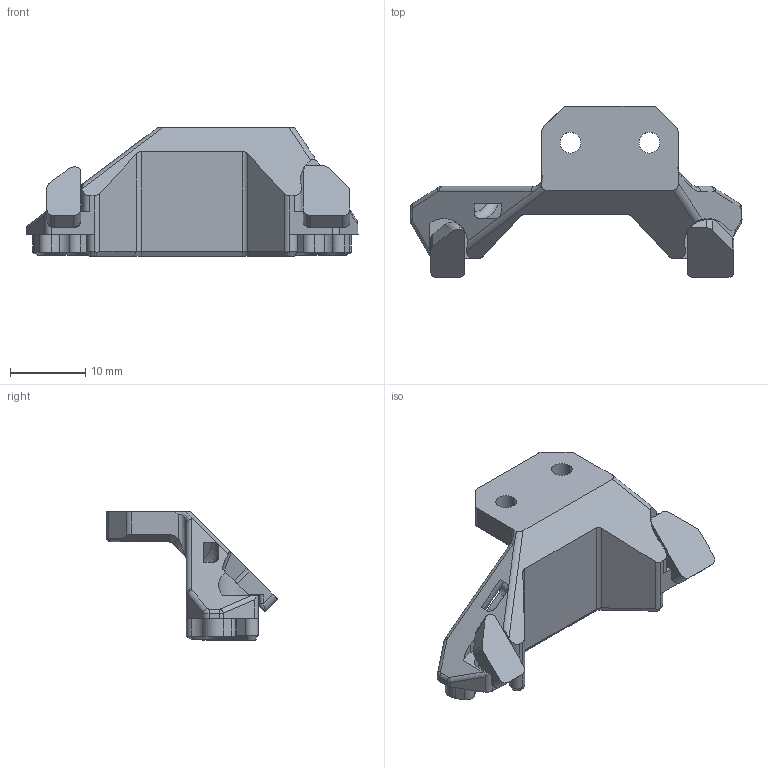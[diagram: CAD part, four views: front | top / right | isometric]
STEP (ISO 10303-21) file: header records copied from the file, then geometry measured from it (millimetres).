
FILE_DESCRIPTION (( 'STEP AP214' ), '1' );
FILE_NAME ('tap - EDDY X-4.5Y39.8測崏湍謂.STEP', '2024-04-24T07:28:50', ( 'Windows User' ), ( 'P R C' ), 'SwSTEP 2.0', 'SolidWorks 2023', '' );
FILE_SCHEMA (( 'AUTOMOTIVE_DESIGN' ));
Length unit declared in the file: millimetre
Products named in the file (1): tap - EDDY X-4.5Y39.8代轧带孔
Bounding box: 44.1 x 22.81 x 17.08 mm (x, y, z)
Volume: 3473.8 mm3; surface area: 2676.5 mm2
Topology: 3 solids, 3 shells, 213 faces, 555 edges, 345 vertices
Faces by surface type: cylinder 92, plane 77, cone 24, bspline 15, torus 5
Entity records: 7217 total; most frequent: CARTESIAN_POINT 2097, ORIENTED_EDGE 1108, DIRECTION 1033, EDGE_CURVE 554, AXIS2_PLACEMENT_3D 367, VERTEX_POINT 345, VECTOR 299, LINE 299
